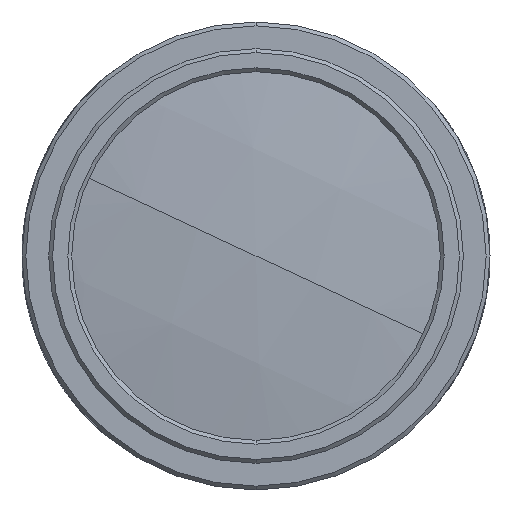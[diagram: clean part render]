
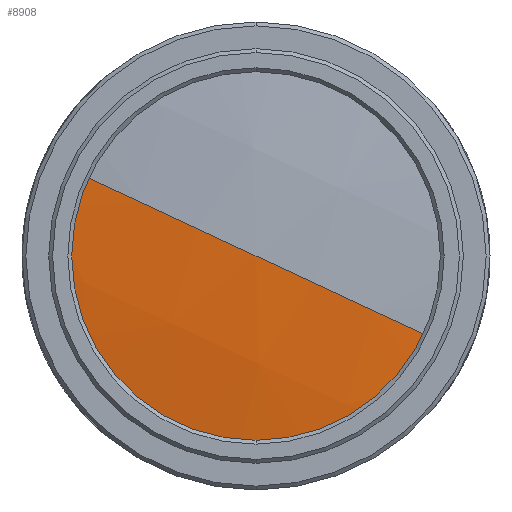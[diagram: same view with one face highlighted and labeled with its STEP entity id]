
A CAD part, left-side view. The second image highlights one B-rep face of the part: STEP entity #8908.
In plain terms, the highlighted spherical face has radius 79.8 mm.
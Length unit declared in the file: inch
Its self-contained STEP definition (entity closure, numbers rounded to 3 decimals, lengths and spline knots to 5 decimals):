
#168 = EDGE_CURVE ( 'NONE', #9657, #4200, #10199, .T. ) ;
#1306 = CIRCLE ( 'NONE', #6049, 0.49443 ) ;
#1538 = ORIENTED_EDGE ( 'NONE', *, *, #12438, .F. ) ;
#2255 = CARTESIAN_POINT ( 'NONE',  ( -0.79093, -0.02799, 0.26469 ) ) ;
#2962 = ORIENTED_EDGE ( 'NONE', *, *, #168, .T. ) ;
#3140 = VERTEX_POINT ( 'NONE', #16569 ) ;
#3355 = DIRECTION ( 'NONE',  ( 0., -0.907, -0.421 ) ) ;
#3641 = CARTESIAN_POINT ( 'NONE',  ( -0.79093, -0.02799, 0.26469 ) ) ;
#3760 = DIRECTION ( 'NONE',  ( 0., -0.421, 0.907 ) ) ;
#4200 = VERTEX_POINT ( 'NONE', #14401 ) ;
#5156 = DIRECTION ( 'NONE',  ( 0., -0.421, 0.907 ) ) ;
#5791 = SPHERICAL_SURFACE ( 'NONE', #9907, 3.14173 ) ;
#6049 = AXIS2_PLACEMENT_3D ( 'NONE', #3641, #14076, #5156 ) ;
#6348 = DIRECTION ( 'NONE',  ( 0., -0.421, 0.907 ) ) ;
#6782 = EDGE_CURVE ( 'NONE', #16943, #3140, #1306, .T. ) ;
#8863 = EDGE_LOOP ( 'NONE', ( #14900, #2962, #1538, #12311 ) ) ;
#8908 = ADVANCED_FACE ( 'NONE', ( #9735 ), #5791, .T. ) ;
#9563 = CIRCLE ( 'NONE', #13418, 0.49443 ) ;
#9657 = VERTEX_POINT ( 'NONE', #19342 ) ;
#9735 = FACE_OUTER_BOUND ( 'NONE', #8863, .T. ) ;
#9907 = AXIS2_PLACEMENT_3D ( 'NONE', #11323, #14533, #3355 ) ;
#10061 = CIRCLE ( 'NONE', #17059, 3.14173 ) ;
#10199 = CIRCLE ( 'NONE', #10668, 3.14173 ) ;
#10668 = AXIS2_PLACEMENT_3D ( 'NONE', #14994, #15178, #14915 ) ;
#11216 = CARTESIAN_POINT ( 'NONE',  ( -0.79093, -0.47639, 0.05637 ) ) ;
#11323 = CARTESIAN_POINT ( 'NONE',  ( 2.31165, -0.02799, 0.26469 ) ) ;
#12311 = ORIENTED_EDGE ( 'NONE', *, *, #6782, .F. ) ;
#12438 = EDGE_CURVE ( 'NONE', #3140, #4200, #9563, .T. ) ;
#12683 = DIRECTION ( 'NONE',  ( 1., 0., 0. ) ) ;
#13323 = EDGE_CURVE ( 'NONE', #9657, #16943, #10061, .T. ) ;
#13418 = AXIS2_PLACEMENT_3D ( 'NONE', #2255, #12683, #3760 ) ;
#14076 = DIRECTION ( 'NONE',  ( 1., 0., 0. ) ) ;
#14401 = CARTESIAN_POINT ( 'NONE',  ( -0.79093, 0.42041, 0.47302 ) ) ;
#14533 = DIRECTION ( 'NONE',  ( 0., 0.421, -0.907 ) ) ;
#14900 = ORIENTED_EDGE ( 'NONE', *, *, #13323, .F. ) ;
#14915 = DIRECTION ( 'NONE',  ( 0., 0.907, 0.421 ) ) ;
#14994 = CARTESIAN_POINT ( 'NONE',  ( 2.31165, -0.02799, 0.26469 ) ) ;
#15178 = DIRECTION ( 'NONE',  ( 0., 0.421, -0.907 ) ) ;
#15273 = CARTESIAN_POINT ( 'NONE',  ( 2.31165, -0.02799, 0.26469 ) ) ;
#16569 = CARTESIAN_POINT ( 'NONE',  ( -0.79093, 0.18033, -0.18371 ) ) ;
#16786 = DIRECTION ( 'NONE',  ( 0., -0.907, -0.421 ) ) ;
#16943 = VERTEX_POINT ( 'NONE', #11216 ) ;
#17059 = AXIS2_PLACEMENT_3D ( 'NONE', #15273, #6348, #16786 ) ;
#19342 = CARTESIAN_POINT ( 'NONE',  ( -0.83008, -0.02799, 0.26469 ) ) ;
